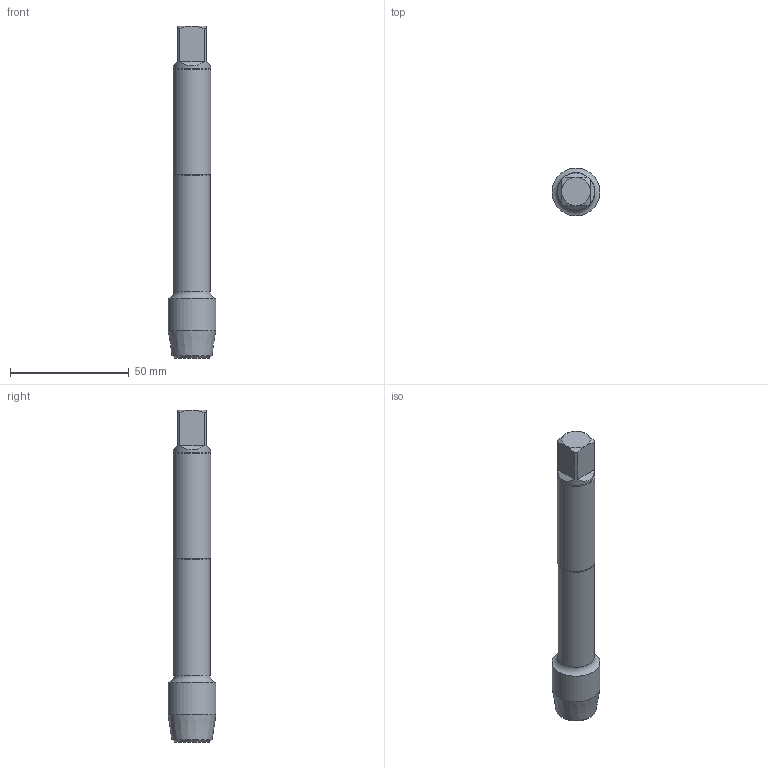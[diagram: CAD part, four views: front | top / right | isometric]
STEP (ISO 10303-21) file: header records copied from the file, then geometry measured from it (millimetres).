
FILE_DESCRIPTION(/* description */ (''),/* implementation_level */ '2;1');
FILE_NAME(/* name */ 'T34-PH01B06-20X2.5-65R.stp',/* time_stamp */ '2022-03-02T14:41:28+01:00',/* author */ (''),/* organization */ (''),/* preprocessor_version */ 'ST-DEVELOPER v18.1',/* originating_system */ 'SIEMENS PLM Software NX 2000',/* authorisation */ '');
FILE_SCHEMA (('AUTOMOTIVE_DESIGN { 1 0 10303 214 3 1 1 1 }'));
Length unit declared in the file: millimetre
Products named in the file (1): AGU486043CF4ahs
Bounding box: 20.2 x 20.2 x 140 mm (x, y, z)
Volume: 28987.3 mm3; surface area: 8218.8 mm2
Topology: 2 solids, 2 shells, 25 faces, 56 edges, 39 vertices
Faces by surface type: plane 12, cone 6, cylinder 4, torus 3
Full cylindrical faces by diameter (mm): 15.5 x1, 15.7 x1, 16 x1, 20.198 x1
Entity records: 716 total; most frequent: CARTESIAN_POINT 136, DIRECTION 114, ORIENTED_EDGE 84, AXIS2_PLACEMENT_3D 51, EDGE_CURVE 42, EDGE_LOOP 34, VERTEX_POINT 30, ADVANCED_FACE 25
